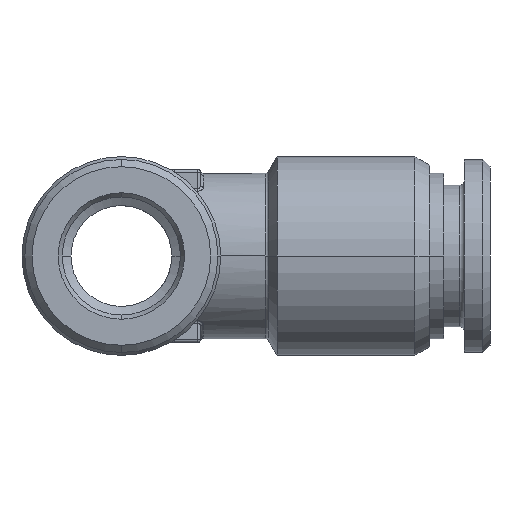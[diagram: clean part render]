
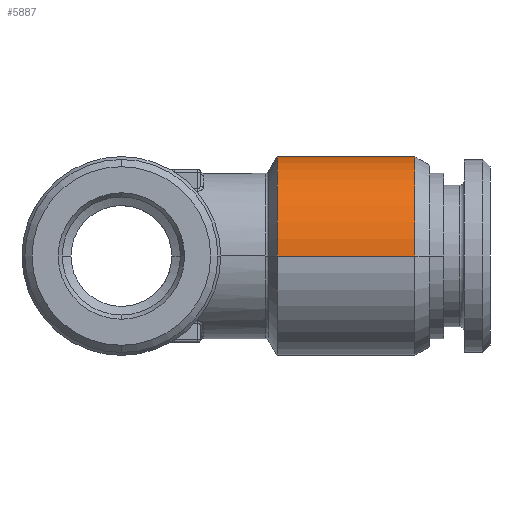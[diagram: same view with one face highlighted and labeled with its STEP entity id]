
A CAD part, left-side view. The second image highlights one B-rep face of the part: STEP entity #5887.
In plain terms, the highlighted cylindrical face has radius 6.9 mm (diameter 13.8 mm), a partial arc.
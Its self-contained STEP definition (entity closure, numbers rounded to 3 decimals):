
#1561=CARTESIAN_POINT('',(0.,-10.809,0.));
#1562=DIRECTION('',(0.,1.,0.));
#1563=DIRECTION('',(-1.,0.,0.));
#1564=AXIS2_PLACEMENT_3D('',#1561,#1562,#1563);
#1571=CARTESIAN_POINT('',(0.,-20.38,0.));
#1572=DIRECTION('',(0.,-1.,0.));
#1573=DIRECTION('',(1.,0.,0.));
#1574=AXIS2_PLACEMENT_3D('',#1571,#1572,#1573);
#1576=DIRECTION('',(0.,1.,0.));
#1577=VECTOR('',#1576,9.571);
#1578=CARTESIAN_POINT('',(-6.9,-20.38,0.));
#1579=LINE('',#1578,#1577);
#1585=DIRECTION('',(0.,1.,0.));
#1586=VECTOR('',#1585,9.571);
#1587=CARTESIAN_POINT('',(6.9,-20.38,0.));
#1588=LINE('',#1587,#1586);
#2774=CARTESIAN_POINT('',(6.9,-20.38,0.));
#2775=CARTESIAN_POINT('',(-6.9,-20.38,0.));
#2776=VERTEX_POINT('',#2774);
#2777=VERTEX_POINT('',#2775);
#3119=CARTESIAN_POINT('',(-6.9,-10.809,0.));
#3120=VERTEX_POINT('',#3119);
#3121=CARTESIAN_POINT('',(6.9,-10.809,0.));
#3122=VERTEX_POINT('',#3121);
#5873=CARTESIAN_POINT('',(0.,-21.973,0.));
#5874=DIRECTION('',(0.,1.,0.));
#5875=DIRECTION('',(1.,0.,0.));
#5876=AXIS2_PLACEMENT_3D('',#5873,#5874,#5875);
#5877=CYLINDRICAL_SURFACE('',#5876,6.9);
#5879=ORIENTED_EDGE('',*,*,#5878,.T.);
#5880=ORIENTED_EDGE('',*,*,#5865,.T.);
#5882=ORIENTED_EDGE('',*,*,#5881,.F.);
#5884=ORIENTED_EDGE('',*,*,#5883,.T.);
#5885=EDGE_LOOP('',(#5879,#5880,#5882,#5884));
#5886=FACE_OUTER_BOUND('',#5885,.F.);
#5887=ADVANCED_FACE('',(#5886),#5877,.T.);
#1565=CIRCLE('',#1564,6.9);
#1575=CIRCLE('',#1574,6.9);
#5865=EDGE_CURVE('',#3120,#3122,#1565,.T.);
#5878=EDGE_CURVE('',#2777,#3120,#1579,.T.);
#5881=EDGE_CURVE('',#2776,#3122,#1588,.T.);
#5883=EDGE_CURVE('',#2776,#2777,#1575,.T.);
